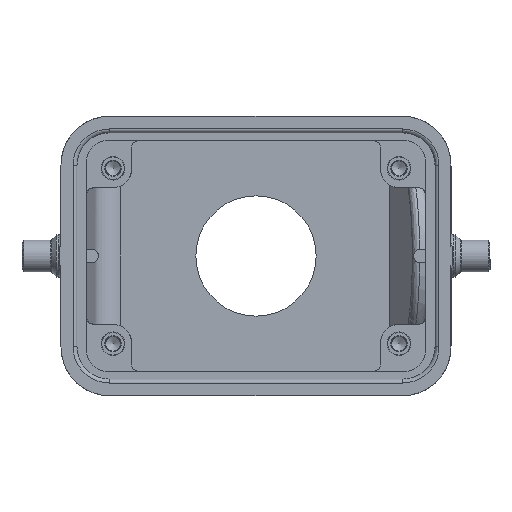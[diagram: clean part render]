
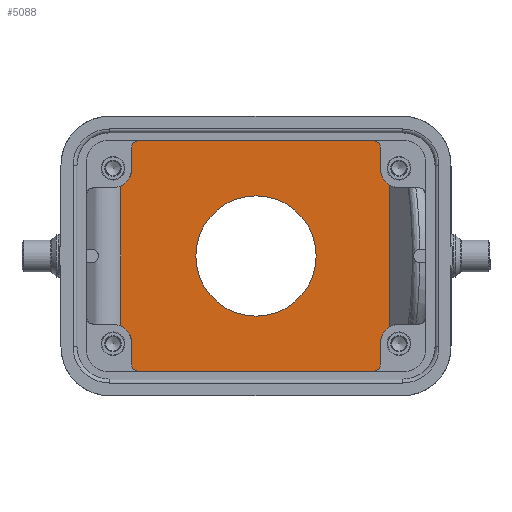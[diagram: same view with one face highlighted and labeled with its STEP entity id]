
A CAD part, front view. The second image highlights one B-rep face of the part: STEP entity #5088.
In plain terms, the highlighted planar face has unit normal (0, -1, 0).
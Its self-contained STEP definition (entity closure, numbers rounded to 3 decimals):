
#5088=ADVANCED_FACE('',(#6115,#6116),#5625,.F.);
#5625=PLANE('',#13063);
#5821=CIRCLE('',#13043,3.);
#5827=CIRCLE('',#13053,1.);
#5828=CIRCLE('',#13056,9.25);
#5829=CIRCLE('',#13057,3.);
#5830=CIRCLE('',#13058,1.);
#5831=CIRCLE('',#13059,3.);
#5832=CIRCLE('',#13060,1.);
#5833=CIRCLE('',#13061,1.);
#5834=CIRCLE('',#13062,3.);
#6115=FACE_BOUND('',#6253,.T.);
#6116=FACE_BOUND('',#6254,.T.);
#6253=EDGE_LOOP('',(#6990));
#6254=EDGE_LOOP('',(#6991,#6992,#6993,#6994,#6995,#6996,#6997,#6998,#6999,
#7000,#7001,#7002,#7003,#7004,#7005,#7006));
#6990=ORIENTED_EDGE('',*,*,#10449,.T.);
#6991=ORIENTED_EDGE('',*,*,#10450,.F.);
#6992=ORIENTED_EDGE('',*,*,#10446,.F.);
#6993=ORIENTED_EDGE('',*,*,#10451,.F.);
#6994=ORIENTED_EDGE('',*,*,#10452,.F.);
#6995=ORIENTED_EDGE('',*,*,#10443,.F.);
#6996=ORIENTED_EDGE('',*,*,#10428,.F.);
#6997=ORIENTED_EDGE('',*,*,#10430,.F.);
#6998=ORIENTED_EDGE('',*,*,#10453,.F.);
#6999=ORIENTED_EDGE('',*,*,#10454,.F.);
#7000=ORIENTED_EDGE('',*,*,#10420,.F.);
#7001=ORIENTED_EDGE('',*,*,#10455,.F.);
#7002=ORIENTED_EDGE('',*,*,#10456,.F.);
#7003=ORIENTED_EDGE('',*,*,#10457,.F.);
#7004=ORIENTED_EDGE('',*,*,#10458,.F.);
#7005=ORIENTED_EDGE('',*,*,#10459,.F.);
#7006=ORIENTED_EDGE('',*,*,#10460,.F.);
#9572=VERTEX_POINT('',#16324);
#9573=VERTEX_POINT('',#16326);
#9580=VERTEX_POINT('',#16343);
#9581=VERTEX_POINT('',#16345);
#9582=VERTEX_POINT('',#16349);
#9592=VERTEX_POINT('',#16375);
#9594=VERTEX_POINT('',#16380);
#9595=VERTEX_POINT('',#16382);
#9597=VERTEX_POINT('',#16388);
#9598=VERTEX_POINT('',#16390);
#9599=VERTEX_POINT('',#16392);
#9600=VERTEX_POINT('',#16395);
#9601=VERTEX_POINT('',#16398);
#9602=VERTEX_POINT('',#16400);
#9603=VERTEX_POINT('',#16402);
#9604=VERTEX_POINT('',#16404);
#9605=VERTEX_POINT('',#16406);
#10420=EDGE_CURVE('',#9572,#9573,#11701,.T.);
#10428=EDGE_CURVE('',#9580,#9581,#11706,.T.);
#10430=EDGE_CURVE('',#9582,#9580,#5821,.T.);
#10443=EDGE_CURVE('',#9581,#9592,#5827,.T.);
#10446=EDGE_CURVE('',#9594,#9595,#11716,.T.);
#10449=EDGE_CURVE('',#9597,#9597,#5828,.T.);
#10450=EDGE_CURVE('',#9595,#9598,#5829,.T.);
#10451=EDGE_CURVE('',#9599,#9594,#5830,.T.);
#10452=EDGE_CURVE('',#9592,#9599,#11719,.T.);
#10453=EDGE_CURVE('',#9600,#9582,#11720,.T.);
#10454=EDGE_CURVE('',#9573,#9600,#5831,.T.);
#10455=EDGE_CURVE('',#9601,#9572,#5832,.T.);
#10456=EDGE_CURVE('',#9602,#9601,#11721,.T.);
#10457=EDGE_CURVE('',#9603,#9602,#5833,.T.);
#10458=EDGE_CURVE('',#9604,#9603,#11722,.T.);
#10459=EDGE_CURVE('',#9605,#9604,#5834,.T.);
#10460=EDGE_CURVE('',#9598,#9605,#11723,.T.);
#11701=LINE('',#16325,#12340);
#11706=LINE('',#16344,#12345);
#11716=LINE('',#16381,#12355);
#11719=LINE('',#16393,#12358);
#11720=LINE('',#16394,#12359);
#11721=LINE('',#16399,#12360);
#11722=LINE('',#16403,#12361);
#11723=LINE('',#16407,#12362);
#12340=VECTOR('',#13922,1.);
#12345=VECTOR('',#13939,1.);
#12355=VECTOR('',#13975,1.);
#12358=VECTOR('',#13986,1.);
#12359=VECTOR('',#13987,1.);
#12360=VECTOR('',#13992,1.);
#12361=VECTOR('',#13995,1.);
#12362=VECTOR('',#13998,1.);
#13043=AXIS2_PLACEMENT_3D('',#16348,#13943,#13944);
#13053=AXIS2_PLACEMENT_3D('',#16374,#13969,#13970);
#13056=AXIS2_PLACEMENT_3D('',#16387,#13980,#13981);
#13057=AXIS2_PLACEMENT_3D('',#16389,#13982,#13983);
#13058=AXIS2_PLACEMENT_3D('',#16391,#13984,#13985);
#13059=AXIS2_PLACEMENT_3D('',#16396,#13988,#13989);
#13060=AXIS2_PLACEMENT_3D('',#16397,#13990,#13991);
#13061=AXIS2_PLACEMENT_3D('',#16401,#13993,#13994);
#13062=AXIS2_PLACEMENT_3D('',#16405,#13996,#13997);
#13063=AXIS2_PLACEMENT_3D('',#16408,#13999,#14000);
#13922=DIRECTION('',(0.,0.,-1.));
#13939=DIRECTION('',(0.,0.,-1.));
#13943=DIRECTION('',(0.,-1.,0.));
#13944=DIRECTION('',(-0.502,0.,0.865));
#13969=DIRECTION('',(0.,1.,0.));
#13970=DIRECTION('',(1.,0.,0.));
#13975=DIRECTION('',(0.,0.,1.));
#13980=DIRECTION('',(0.,1.,0.));
#13981=DIRECTION('',(-1.,0.,0.));
#13982=DIRECTION('',(0.,-1.,0.));
#13983=DIRECTION('',(1.,0.,0.));
#13984=DIRECTION('',(0.,1.,0.));
#13985=DIRECTION('',(0.,0.,-1.));
#13986=DIRECTION('',(-1.,0.,0.));
#13987=DIRECTION('',(0.,0.,-1.));
#13988=DIRECTION('',(0.,-1.,0.));
#13989=DIRECTION('',(-1.,0.,0.));
#13990=DIRECTION('',(0.,1.,0.));
#13991=DIRECTION('',(0.,0.,1.));
#13992=DIRECTION('',(1.,0.,0.));
#13993=DIRECTION('',(0.,1.,0.));
#13994=DIRECTION('',(-1.,0.,0.));
#13995=DIRECTION('',(0.,0.,1.));
#13996=DIRECTION('',(0.,-1.,0.));
#13997=DIRECTION('',(0.421,0.,-0.907));
#13998=DIRECTION('',(0.,0.,1.));
#13999=DIRECTION('',(0.,1.,0.));
#14000=DIRECTION('',(-1.,0.,0.));
#16324=CARTESIAN_POINT('',(30.321,-24.898,16.75));
#16325=CARTESIAN_POINT('',(30.321,-24.898,16.75));
#16326=CARTESIAN_POINT('',(30.321,-24.898,13.5));
#16343=CARTESIAN_POINT('',(30.321,-24.898,-13.5));
#16344=CARTESIAN_POINT('',(30.321,-24.898,-13.5));
#16345=CARTESIAN_POINT('',(30.321,-24.898,-16.75));
#16348=CARTESIAN_POINT('',(33.321,-24.898,-13.5));
#16349=CARTESIAN_POINT('',(31.815,-24.898,-10.905));
#16374=CARTESIAN_POINT('',(29.321,-24.898,-16.75));
#16375=CARTESIAN_POINT('',(29.321,-24.898,-17.75));
#16380=CARTESIAN_POINT('',(-7.879,-24.898,-16.75));
#16381=CARTESIAN_POINT('',(-7.879,-24.898,-16.75));
#16382=CARTESIAN_POINT('',(-7.879,-24.898,-13.5));
#16387=CARTESIAN_POINT('',(11.221,-24.898,0.));
#16388=CARTESIAN_POINT('',(1.971,-24.898,0.));
#16389=CARTESIAN_POINT('',(-10.879,-24.898,-13.5));
#16390=CARTESIAN_POINT('',(-9.615,-24.898,-10.779));
#16391=CARTESIAN_POINT('',(-6.879,-24.898,-16.75));
#16392=CARTESIAN_POINT('',(-6.879,-24.898,-17.75));
#16393=CARTESIAN_POINT('',(29.321,-24.898,-17.75));
#16394=CARTESIAN_POINT('',(31.815,-24.898,10.905));
#16395=CARTESIAN_POINT('',(31.815,-24.898,10.905));
#16396=CARTESIAN_POINT('',(33.321,-24.898,13.5));
#16397=CARTESIAN_POINT('',(29.321,-24.898,16.75));
#16398=CARTESIAN_POINT('',(29.321,-24.898,17.75));
#16399=CARTESIAN_POINT('',(-6.879,-24.898,17.75));
#16400=CARTESIAN_POINT('',(-6.879,-24.898,17.75));
#16401=CARTESIAN_POINT('',(-6.879,-24.898,16.75));
#16402=CARTESIAN_POINT('',(-7.879,-24.898,16.75));
#16403=CARTESIAN_POINT('',(-7.879,-24.898,13.5));
#16404=CARTESIAN_POINT('',(-7.879,-24.898,13.5));
#16405=CARTESIAN_POINT('',(-10.879,-24.898,13.5));
#16406=CARTESIAN_POINT('',(-9.615,-24.898,10.779));
#16407=CARTESIAN_POINT('',(-9.615,-24.898,-10.779));
#16408=CARTESIAN_POINT('',(-13.393,-24.898,18.05));
